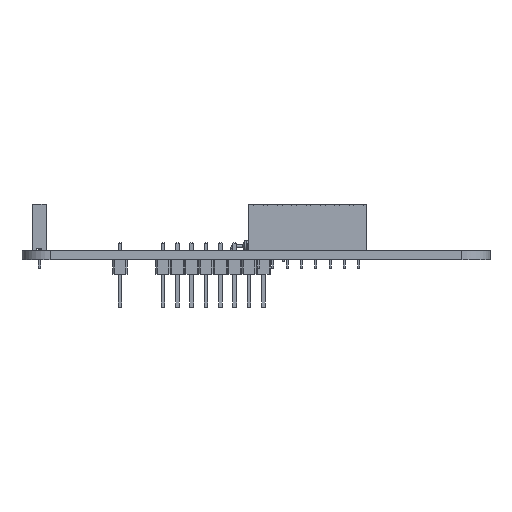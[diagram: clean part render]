
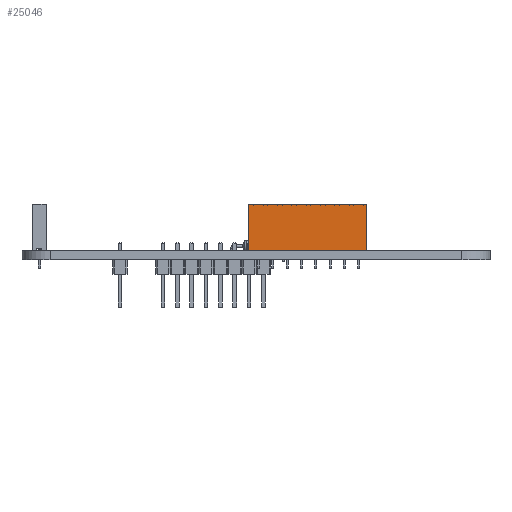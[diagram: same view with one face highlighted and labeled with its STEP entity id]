
A CAD part, left-side view. The second image highlights one B-rep face of the part: STEP entity #25046.
In plain terms, the highlighted face is planar.
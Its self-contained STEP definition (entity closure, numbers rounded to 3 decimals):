
#22978 = EDGE_CURVE('',#22979,#22981,#22983,.T.);
#22979 = VERTEX_POINT('',#22980);
#22980 = CARTESIAN_POINT('',(1.74,1.2,0.));
#22981 = VERTEX_POINT('',#22982);
#22982 = CARTESIAN_POINT('',(-19.2,1.2,0.));
#22983 = LINE('',#22984,#22985);
#22984 = CARTESIAN_POINT('',(-26.4,1.2,0.));
#22985 = VECTOR('',#22986,1.);
#22986 = DIRECTION('',(-1.,0.,0.));
#23018 = EDGE_CURVE('',#23019,#22979,#23021,.T.);
#23019 = VERTEX_POINT('',#23020);
#23020 = CARTESIAN_POINT('',(1.74,1.2,8.3));
#23021 = LINE('',#23022,#23023);
#23022 = CARTESIAN_POINT('',(1.74,1.2,0.));
#23023 = VECTOR('',#23024,1.);
#23024 = DIRECTION('',(0.,0.,-1.));
#24596 = EDGE_CURVE('',#24597,#22981,#24599,.T.);
#24597 = VERTEX_POINT('',#24598);
#24598 = CARTESIAN_POINT('',(-19.2,1.2,8.3));
#24599 = LINE('',#24600,#24601);
#24600 = CARTESIAN_POINT('',(-19.2,1.2,-2.5));
#24601 = VECTOR('',#24602,1.);
#24602 = DIRECTION('',(0.,0.,-1.));
#25046 = ADVANCED_FACE('',(#25047),#25058,.T.);
#25047 = FACE_BOUND('',#25048,.T.);
#25048 = EDGE_LOOP('',(#25049,#25050,#25056,#25057));
#25049 = ORIENTED_EDGE('',*,*,#24596,.F.);
#25050 = ORIENTED_EDGE('',*,*,#25051,.T.);
#25051 = EDGE_CURVE('',#24597,#23019,#25052,.T.);
#25052 = LINE('',#25053,#25054);
#25053 = CARTESIAN_POINT('',(-26.4,1.2,8.3));
#25054 = VECTOR('',#25055,1.);
#25055 = DIRECTION('',(1.,0.,0.));
#25056 = ORIENTED_EDGE('',*,*,#23018,.T.);
#25057 = ORIENTED_EDGE('',*,*,#22978,.T.);
#25058 = PLANE('',#25059);
#25059 = AXIS2_PLACEMENT_3D('',#25060,#25061,#25062);
#25060 = CARTESIAN_POINT('',(-26.4,1.2,0.));
#25061 = DIRECTION('',(0.,1.,0.));
#25062 = DIRECTION('',(0.,0.,1.));
